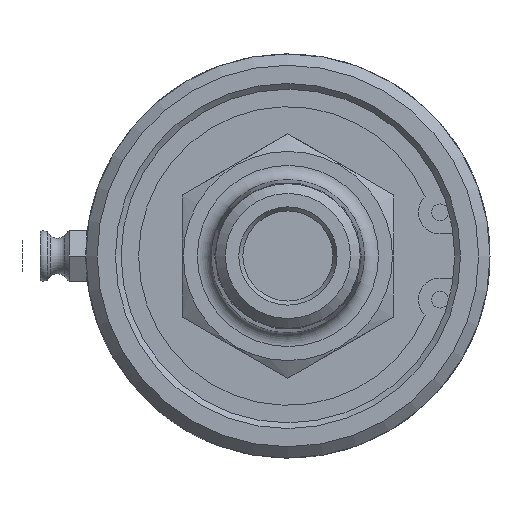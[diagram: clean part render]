
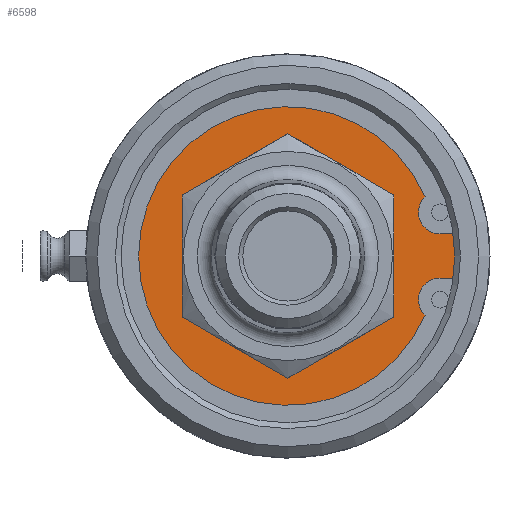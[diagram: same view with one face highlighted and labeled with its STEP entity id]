
A CAD part, left-side view. The second image highlights one B-rep face of the part: STEP entity #6598.
In plain terms, the highlighted planar face has unit normal (-1, 0, 0).
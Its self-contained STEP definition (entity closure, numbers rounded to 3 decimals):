
#106=FACE_BOUND('',#1492,.T.);
#738=PLANE('',#7055);
#1078=FACE_OUTER_BOUND('',#1491,.T.);
#1491=EDGE_LOOP('',(#5881,#5882,#5883,#5884,#5885,#5886));
#1492=EDGE_LOOP('',(#5887,#5888));
#1824=LINE('',#14541,#2185);
#1829=LINE('',#14559,#2190);
#2185=VECTOR('',#7978,10.);
#2190=VECTOR('',#7993,10.);
#2392=CIRCLE('',#6933,13.9);
#2393=CIRCLE('',#6934,13.9);
#2402=CIRCLE('',#6949,3.048);
#2403=CIRCLE('',#6951,3.048);
#2404=CIRCLE('',#6953,21.057);
#2460=CIRCLE('',#7056,25.375);
#3013=VERTEX_POINT('',#14511);
#3014=VERTEX_POINT('',#14512);
#3024=VERTEX_POINT('',#14538);
#3025=VERTEX_POINT('',#14540);
#3029=VERTEX_POINT('',#14556);
#3030=VERTEX_POINT('',#14558);
#3031=VERTEX_POINT('',#14562);
#3032=VERTEX_POINT('',#14566);
#3904=EDGE_CURVE('',#3013,#3014,#2392,.T.);
#3905=EDGE_CURVE('',#3014,#3013,#2393,.T.);
#3917=EDGE_CURVE('',#3025,#3024,#1824,.T.);
#3925=EDGE_CURVE('',#3030,#3029,#1829,.T.);
#3927=EDGE_CURVE('',#3031,#3025,#2402,.T.);
#3929=EDGE_CURVE('',#3029,#3032,#2403,.T.);
#3931=EDGE_CURVE('',#3032,#3031,#2404,.T.);
#4031=EDGE_CURVE('',#3024,#3030,#2460,.T.);
#5881=ORIENTED_EDGE('',*,*,#3917,.T.);
#5882=ORIENTED_EDGE('',*,*,#4031,.T.);
#5883=ORIENTED_EDGE('',*,*,#3925,.T.);
#5884=ORIENTED_EDGE('',*,*,#3929,.T.);
#5885=ORIENTED_EDGE('',*,*,#3931,.T.);
#5886=ORIENTED_EDGE('',*,*,#3927,.T.);
#5887=ORIENTED_EDGE('',*,*,#3904,.T.);
#5888=ORIENTED_EDGE('',*,*,#3905,.T.);
#6598=ADVANCED_FACE('',(#1078,#106),#738,.F.);
#6933=AXIS2_PLACEMENT_3D('',#14513,#7954,#7955);
#6934=AXIS2_PLACEMENT_3D('',#14514,#7956,#7957);
#6949=AXIS2_PLACEMENT_3D('',#14563,#7997,#7998);
#6951=AXIS2_PLACEMENT_3D('',#14567,#8002,#8003);
#6953=AXIS2_PLACEMENT_3D('',#14570,#8007,#8008);
#7055=AXIS2_PLACEMENT_3D('',#14791,#8253,#8254);
#7056=AXIS2_PLACEMENT_3D('',#14792,#8255,#8256);
#7954=DIRECTION('center_axis',(1.,0.,0.));
#7955=DIRECTION('ref_axis',(0.,1.,0.));
#7956=DIRECTION('center_axis',(1.,0.,0.));
#7957=DIRECTION('ref_axis',(0.,1.,0.));
#7978=DIRECTION('',(0.,-1.,0.));
#7993=DIRECTION('',(0.,1.,0.));
#7997=DIRECTION('center_axis',(1.,0.,0.));
#7998=DIRECTION('ref_axis',(0.,0.,1.));
#8002=DIRECTION('center_axis',(1.,0.,0.));
#8003=DIRECTION('ref_axis',(0.,-0.961,0.276));
#8007=DIRECTION('center_axis',(-1.,0.,0.));
#8008=DIRECTION('ref_axis',(0.,0.,-1.));
#8253=DIRECTION('center_axis',(1.,0.,0.));
#8254=DIRECTION('ref_axis',(0.,0.,-1.));
#8255=DIRECTION('center_axis',(-1.,0.,0.));
#8256=DIRECTION('ref_axis',(0.,1.,0.));
#14511=CARTESIAN_POINT('',(3.978,13.9,0.));
#14512=CARTESIAN_POINT('',(3.978,-13.9,0.));
#14513=CARTESIAN_POINT('Origin',(3.978,0.,0.));
#14514=CARTESIAN_POINT('Origin',(3.978,0.,0.));
#14538=CARTESIAN_POINT('',(3.978,-25.184,-3.112));
#14540=CARTESIAN_POINT('',(3.978,-21.461,-3.112));
#14541=CARTESIAN_POINT('',(3.978,-3.137,-3.112));
#14556=CARTESIAN_POINT('',(3.978,-21.461,3.112));
#14558=CARTESIAN_POINT('',(3.978,-25.184,3.112));
#14559=CARTESIAN_POINT('',(3.978,-1.275,3.112));
#14562=CARTESIAN_POINT('',(3.978,-19.334,-8.343));
#14563=CARTESIAN_POINT('Origin',(3.978,-21.461,-6.16));
#14566=CARTESIAN_POINT('',(3.978,-19.334,8.343));
#14567=CARTESIAN_POINT('Origin',(3.978,-21.461,6.16));
#14570=CARTESIAN_POINT('Origin',(3.978,0.,0.));
#14791=CARTESIAN_POINT('Origin',(3.978,18.91,0.));
#14792=CARTESIAN_POINT('Origin',(3.978,0.,0.));
